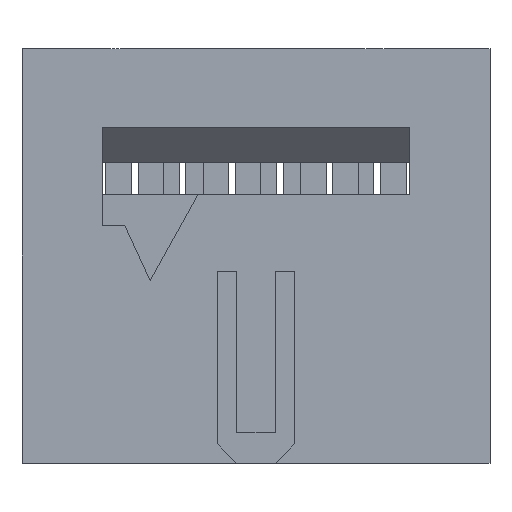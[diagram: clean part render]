
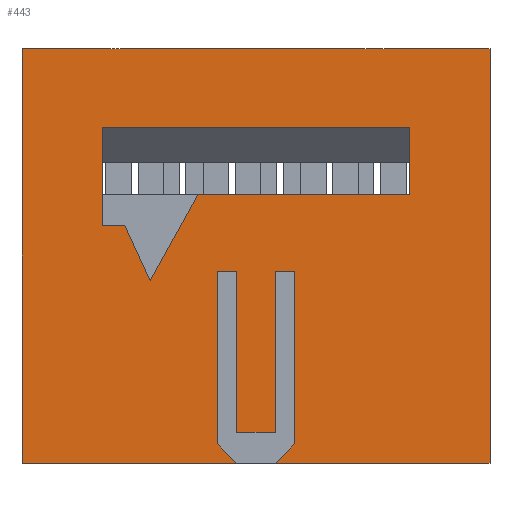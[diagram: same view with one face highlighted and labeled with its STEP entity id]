
A CAD part, front view. The second image highlights one B-rep face of the part: STEP entity #443.
In plain terms, the highlighted planar face has unit normal (0, -1, 0).
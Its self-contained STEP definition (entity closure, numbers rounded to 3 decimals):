
#397=FACE_BOUND('',#884,.T.);
#398=FACE_BOUND('',#885,.T.);
#443=ADVANCED_FACE('',(#397,#398),#592,.T.);
#592=PLANE('',#3531);
#884=EDGE_LOOP('',(#1109,#1110,#1111,#1112,#1113,#1114,#1115));
#885=EDGE_LOOP('',(#1116,#1117,#1118,#1119,#1120,#1121,#1122,#1123,#1124,
#1125,#1126,#1127,#1128,#1129));
#1109=ORIENTED_EDGE('',*,*,#2277,.T.);
#1110=ORIENTED_EDGE('',*,*,#2278,.T.);
#1111=ORIENTED_EDGE('',*,*,#2279,.T.);
#1112=ORIENTED_EDGE('',*,*,#2280,.F.);
#1113=ORIENTED_EDGE('',*,*,#2281,.T.);
#1114=ORIENTED_EDGE('',*,*,#2282,.T.);
#1115=ORIENTED_EDGE('',*,*,#2283,.T.);
#1116=ORIENTED_EDGE('',*,*,#2284,.T.);
#1117=ORIENTED_EDGE('',*,*,#2285,.T.);
#1118=ORIENTED_EDGE('',*,*,#2286,.T.);
#1119=ORIENTED_EDGE('',*,*,#2287,.F.);
#1120=ORIENTED_EDGE('',*,*,#2288,.T.);
#1121=ORIENTED_EDGE('',*,*,#2289,.T.);
#1122=ORIENTED_EDGE('',*,*,#2290,.T.);
#1123=ORIENTED_EDGE('',*,*,#2291,.T.);
#1124=ORIENTED_EDGE('',*,*,#2292,.T.);
#1125=ORIENTED_EDGE('',*,*,#2293,.T.);
#1126=ORIENTED_EDGE('',*,*,#2294,.T.);
#1127=ORIENTED_EDGE('',*,*,#2295,.T.);
#1128=ORIENTED_EDGE('',*,*,#2296,.T.);
#1129=ORIENTED_EDGE('',*,*,#2297,.T.);
#1971=VERTEX_POINT('',#4511);
#1972=VERTEX_POINT('',#4512);
#1973=VERTEX_POINT('',#4514);
#1974=VERTEX_POINT('',#4516);
#1975=VERTEX_POINT('',#4518);
#1976=VERTEX_POINT('',#4520);
#1977=VERTEX_POINT('',#4522);
#1978=VERTEX_POINT('',#4525);
#1979=VERTEX_POINT('',#4526);
#1980=VERTEX_POINT('',#4528);
#1981=VERTEX_POINT('',#4530);
#1982=VERTEX_POINT('',#4532);
#1983=VERTEX_POINT('',#4534);
#1984=VERTEX_POINT('',#4536);
#1985=VERTEX_POINT('',#4538);
#1986=VERTEX_POINT('',#4540);
#1987=VERTEX_POINT('',#4542);
#1988=VERTEX_POINT('',#4544);
#1989=VERTEX_POINT('',#4546);
#1990=VERTEX_POINT('',#4548);
#1991=VERTEX_POINT('',#4550);
#2277=EDGE_CURVE('',#1971,#1972,#2717,.T.);
#2278=EDGE_CURVE('',#1972,#1973,#2718,.T.);
#2279=EDGE_CURVE('',#1973,#1974,#2719,.T.);
#2280=EDGE_CURVE('',#1975,#1974,#2720,.T.);
#2281=EDGE_CURVE('',#1975,#1976,#2721,.T.);
#2282=EDGE_CURVE('',#1976,#1977,#2722,.T.);
#2283=EDGE_CURVE('',#1977,#1971,#2723,.T.);
#2284=EDGE_CURVE('',#1978,#1979,#2724,.T.);
#2285=EDGE_CURVE('',#1979,#1980,#2725,.T.);
#2286=EDGE_CURVE('',#1980,#1981,#2726,.T.);
#2287=EDGE_CURVE('',#1982,#1981,#2727,.T.);
#2288=EDGE_CURVE('',#1982,#1983,#2728,.T.);
#2289=EDGE_CURVE('',#1983,#1984,#2729,.T.);
#2290=EDGE_CURVE('',#1984,#1985,#2730,.T.);
#2291=EDGE_CURVE('',#1985,#1986,#2731,.T.);
#2292=EDGE_CURVE('',#1986,#1987,#2732,.T.);
#2293=EDGE_CURVE('',#1987,#1988,#2733,.T.);
#2294=EDGE_CURVE('',#1988,#1989,#2734,.T.);
#2295=EDGE_CURVE('',#1989,#1990,#2735,.T.);
#2296=EDGE_CURVE('',#1990,#1991,#2736,.T.);
#2297=EDGE_CURVE('',#1991,#1978,#2737,.T.);
#2717=LINE('',#4510,#3141);
#2718=LINE('',#4513,#3142);
#2719=LINE('',#4515,#3143);
#2720=LINE('',#4517,#3144);
#2721=LINE('',#4519,#3145);
#2722=LINE('',#4521,#3146);
#2723=LINE('',#4523,#3147);
#2724=LINE('',#4524,#3148);
#2725=LINE('',#4527,#3149);
#2726=LINE('',#4529,#3150);
#2727=LINE('',#4531,#3151);
#2728=LINE('',#4533,#3152);
#2729=LINE('',#4535,#3153);
#2730=LINE('',#4537,#3154);
#2731=LINE('',#4539,#3155);
#2732=LINE('',#4541,#3156);
#2733=LINE('',#4543,#3157);
#2734=LINE('',#4545,#3158);
#2735=LINE('',#4547,#3159);
#2736=LINE('',#4549,#3160);
#2737=LINE('',#4551,#3161);
#3141=VECTOR('',#3746,1.);
#3142=VECTOR('',#3747,1.);
#3143=VECTOR('',#3748,1.);
#3144=VECTOR('',#3749,1.);
#3145=VECTOR('',#3750,1.);
#3146=VECTOR('',#3751,1.);
#3147=VECTOR('',#3752,1.);
#3148=VECTOR('',#3753,1.);
#3149=VECTOR('',#3754,1.);
#3150=VECTOR('',#3755,1.);
#3151=VECTOR('',#3756,1.);
#3152=VECTOR('',#3757,1.);
#3153=VECTOR('',#3758,1.);
#3154=VECTOR('',#3759,1.);
#3155=VECTOR('',#3760,1.);
#3156=VECTOR('',#3761,1.);
#3157=VECTOR('',#3762,1.);
#3158=VECTOR('',#3763,1.);
#3159=VECTOR('',#3764,1.);
#3160=VECTOR('',#3765,1.);
#3161=VECTOR('',#3766,1.);
#3531=AXIS2_PLACEMENT_3D('',#4552,#3767,#3768);
#3746=DIRECTION('',(-1.,0.,0.));
#3747=DIRECTION('',(-0.486,0.,-0.874));
#3748=DIRECTION('',(-0.416,0.,0.91));
#3749=DIRECTION('',(1.,0.,0.));
#3750=DIRECTION('',(0.,0.,1.));
#3751=DIRECTION('',(1.,0.,0.));
#3752=DIRECTION('',(0.,0.,-1.));
#3753=DIRECTION('',(-0.707,0.,-0.707));
#3754=DIRECTION('',(1.,0.,0.));
#3755=DIRECTION('',(0.,0.,1.));
#3756=DIRECTION('',(1.,0.,0.));
#3757=DIRECTION('',(0.,0.,-1.));
#3758=DIRECTION('',(1.,0.,0.));
#3759=DIRECTION('',(-0.707,0.,0.707));
#3760=DIRECTION('',(0.,0.,1.));
#3761=DIRECTION('',(1.,0.,0.));
#3762=DIRECTION('',(0.,0.,-1.));
#3763=DIRECTION('',(1.,0.,0.));
#3764=DIRECTION('',(0.,0.,1.));
#3765=DIRECTION('',(1.,0.,0.));
#3766=DIRECTION('',(0.,0.,-1.));
#3767=DIRECTION('',(0.,-1.,0.));
#3768=DIRECTION('',(0.,0.,-1.));
#4510=CARTESIAN_POINT('',(8.66,0.,7.));
#4511=CARTESIAN_POINT('',(8.34,0.,7.));
#4512=CARTESIAN_POINT('',(2.82,0.,7.));
#4513=CARTESIAN_POINT('',(2.82,0.,7.));
#4514=CARTESIAN_POINT('',(1.57,0.,4.75));
#4515=CARTESIAN_POINT('',(1.57,0.,4.75));
#4516=CARTESIAN_POINT('',(0.907,0.,6.2));
#4517=CARTESIAN_POINT('',(0.52,0.,6.2));
#4518=CARTESIAN_POINT('',(0.32,0.,6.2));
#4519=CARTESIAN_POINT('',(0.32,0.,7.1));
#4520=CARTESIAN_POINT('',(0.32,0.,8.75));
#4521=CARTESIAN_POINT('',(0.32,0.,8.75));
#4522=CARTESIAN_POINT('',(8.34,0.,8.75));
#4523=CARTESIAN_POINT('',(8.34,0.,8.75));
#4524=CARTESIAN_POINT('',(5.48,0.,0.65));
#4525=CARTESIAN_POINT('',(5.33,0.,0.5));
#4526=CARTESIAN_POINT('',(4.83,0.,0.));
#4527=CARTESIAN_POINT('',(8.66,0.,0.));
#4528=CARTESIAN_POINT('',(10.43,0.,0.));
#4529=CARTESIAN_POINT('',(10.43,0.,11.34));
#4530=CARTESIAN_POINT('',(10.43,0.,10.8));
#4531=CARTESIAN_POINT('',(-7.404,0.,10.8));
#4532=CARTESIAN_POINT('',(-1.77,0.,10.8));
#4533=CARTESIAN_POINT('',(-1.77,0.,11.355));
#4534=CARTESIAN_POINT('',(-1.77,0.,0.));
#4535=CARTESIAN_POINT('',(-0.97,0.,0.));
#4536=CARTESIAN_POINT('',(3.83,0.,0.));
#4537=CARTESIAN_POINT('',(3.98,0.,-0.15));
#4538=CARTESIAN_POINT('',(3.33,0.,0.5));
#4539=CARTESIAN_POINT('',(3.33,0.,0.8));
#4540=CARTESIAN_POINT('',(3.33,0.,5.));
#4541=CARTESIAN_POINT('',(3.33,0.,5.));
#4542=CARTESIAN_POINT('',(3.83,0.,5.));
#4543=CARTESIAN_POINT('',(3.83,0.,5.));
#4544=CARTESIAN_POINT('',(3.83,0.,0.8));
#4545=CARTESIAN_POINT('',(4.33,0.,0.8));
#4546=CARTESIAN_POINT('',(4.83,0.,0.8));
#4547=CARTESIAN_POINT('',(4.83,0.,1.131));
#4548=CARTESIAN_POINT('',(4.83,0.,5.));
#4549=CARTESIAN_POINT('',(4.53,0.,5.));
#4550=CARTESIAN_POINT('',(5.33,0.,5.));
#4551=CARTESIAN_POINT('',(5.33,0.,5.));
#4552=CARTESIAN_POINT('',(-6.674,0.,11.355));
